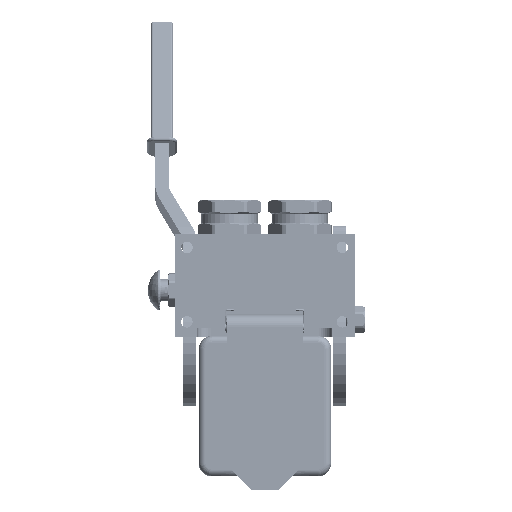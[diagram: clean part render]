
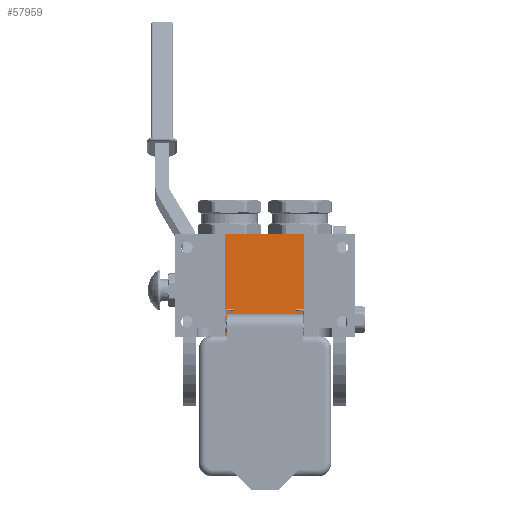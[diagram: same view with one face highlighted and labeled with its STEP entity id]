
A CAD part, left-side view. The second image highlights one B-rep face of the part: STEP entity #57959.
In plain terms, the highlighted face is planar.
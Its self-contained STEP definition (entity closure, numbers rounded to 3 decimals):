
#1039 = FACE_OUTER_BOUND ( 'NONE', #42426, .T. ) ;
#9118 = CARTESIAN_POINT ( 'NONE',  ( 29., 38.15, -40.5 ) ) ;
#14556 = VECTOR ( 'NONE', #68292, 1000. ) ;
#17446 = CARTESIAN_POINT ( 'NONE',  ( 29., -38.15, -40.5 ) ) ;
#17876 = PLANE ( 'NONE',  #105241 ) ;
#18674 = EDGE_CURVE ( 'NONE', #58968, #30448, #31903, .T. ) ;
#21344 = VECTOR ( 'NONE', #124521, 1000. ) ;
#22787 = VECTOR ( 'NONE', #111640, 1000. ) ;
#25009 = CARTESIAN_POINT ( 'NONE',  ( 29., -38.15, -40.5 ) ) ;
#27956 = DIRECTION ( 'NONE',  ( -1., 0., 0. ) ) ;
#29276 = CARTESIAN_POINT ( 'NONE',  ( 29., -38.15, -40.5 ) ) ;
#29650 = VECTOR ( 'NONE', #77085, 1000. ) ;
#30448 = VERTEX_POINT ( 'NONE', #60726 ) ;
#31903 = LINE ( 'NONE', #9118, #21344 ) ;
#40313 = ORIENTED_EDGE ( 'NONE', *, *, #125207, .F. ) ;
#40446 = EDGE_CURVE ( 'NONE', #65121, #103123, #48458, .T. ) ;
#42426 = EDGE_LOOP ( 'NONE', ( #108585, #72079, #40313, #46586 ) ) ;
#46558 = DIRECTION ( 'NONE',  ( 0., 0., -1. ) ) ;
#46586 = ORIENTED_EDGE ( 'NONE', *, *, #40446, .T. ) ;
#48458 = LINE ( 'NONE', #25009, #22787 ) ;
#55969 = CARTESIAN_POINT ( 'NONE',  ( 29., 38.15, -40.5 ) ) ;
#57959 = ADVANCED_FACE ( 'NONE', ( #1039 ), #17876, .T. ) ;
#58968 = VERTEX_POINT ( 'NONE', #55969 ) ;
#60726 = CARTESIAN_POINT ( 'NONE',  ( -29., 38.15, -40.5 ) ) ;
#64424 = LINE ( 'NONE', #88245, #14556 ) ;
#65121 = VERTEX_POINT ( 'NONE', #87095 ) ;
#68292 = DIRECTION ( 'NONE',  ( 0., 1., 0. ) ) ;
#72079 = ORIENTED_EDGE ( 'NONE', *, *, #18674, .F. ) ;
#77085 = DIRECTION ( 'NONE',  ( 0., 1., 0. ) ) ;
#84174 = LINE ( 'NONE', #29276, #29650 ) ;
#87095 = CARTESIAN_POINT ( 'NONE',  ( 29., -38.15, -40.5 ) ) ;
#88245 = CARTESIAN_POINT ( 'NONE',  ( -29., -38.15, -40.5 ) ) ;
#95921 = EDGE_CURVE ( 'NONE', #103123, #30448, #64424, .T. ) ;
#103123 = VERTEX_POINT ( 'NONE', #110159 ) ;
#105241 = AXIS2_PLACEMENT_3D ( 'NONE', #17446, #46558, #27956 ) ;
#108585 = ORIENTED_EDGE ( 'NONE', *, *, #95921, .T. ) ;
#110159 = CARTESIAN_POINT ( 'NONE',  ( -29., -38.15, -40.5 ) ) ;
#111640 = DIRECTION ( 'NONE',  ( -1., 0., 0. ) ) ;
#124521 = DIRECTION ( 'NONE',  ( -1., 0., 0. ) ) ;
#125207 = EDGE_CURVE ( 'NONE', #65121, #58968, #84174, .T. ) ;
